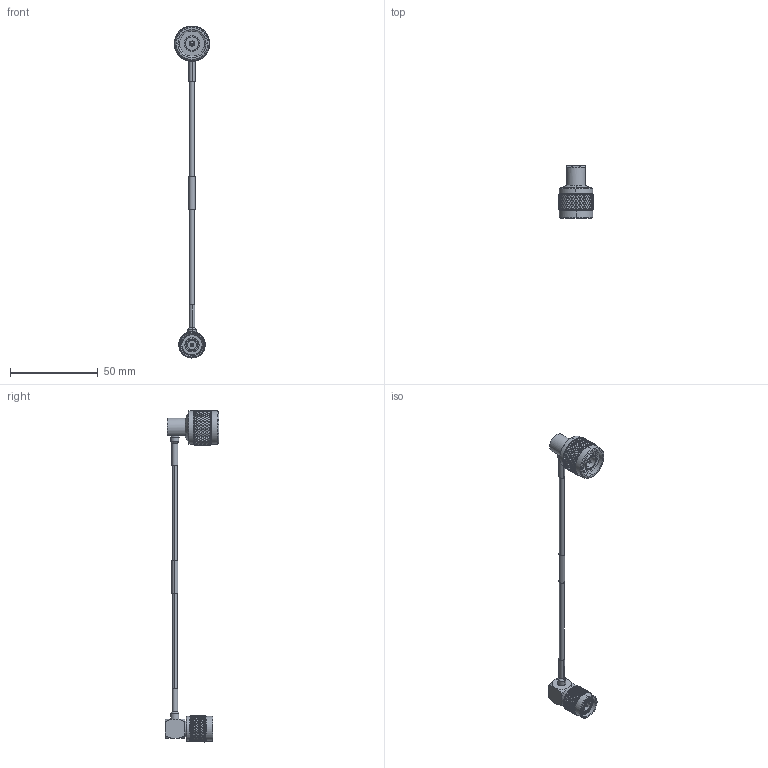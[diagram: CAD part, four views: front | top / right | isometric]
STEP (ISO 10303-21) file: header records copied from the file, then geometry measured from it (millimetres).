
FILE_DESCRIPTION (( 'STEP AP214' ), '1' );
FILE_NAME ('LCCA30647.step', '2020-05-06T20:47:07', ( '' ), ( '' ), 'SwSTEP 2.0', 'SolidWorks 2018', '' );
FILE_SCHEMA (( 'AUTOMOTIVE_DESIGN' ));
Length unit declared in the file: inch
Products named in the file (5): LCCN3060^LCCA30647_Heat Shrink; LC085TBJ^LCCA30647; LCCA30647; Label^LCCA30647; LCCN3052^LCCA30647_Heat shrink
Assembly tree (4 placements, depth 2):
  LCCA30647
    LC085TBJ^LCCA30647
    Label^LCCA30647
    LCCN3052^LCCA30647_Heat shrink
    LCCN3060^LCCA30647_Heat Shrink
Bounding box: 20.07 x 30.36 x 188.73 mm (x, y, z)
Volume: 8021.7 mm3; surface area: 8802.3 mm2
Topology: 4 solids, 5 shells, 4387 faces, 9053 edges, 4694 vertices
Faces by surface type: bspline 3207, cylinder 843, cone 273, plane 58, torus 4, sphere 2
Entity records: 167837 total; most frequent: CARTESIAN_POINT 110733, ORIENTED_EDGE 18106, EDGE_CURVE 9053, VERTEX_POINT 4694, EDGE_LOOP 4405, ADVANCED_FACE 4387, FACE_OUTER_BOUND 4387, DIRECTION 3807
